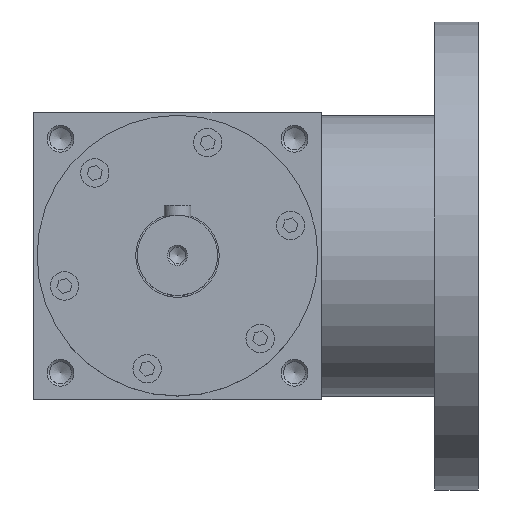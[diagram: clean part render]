
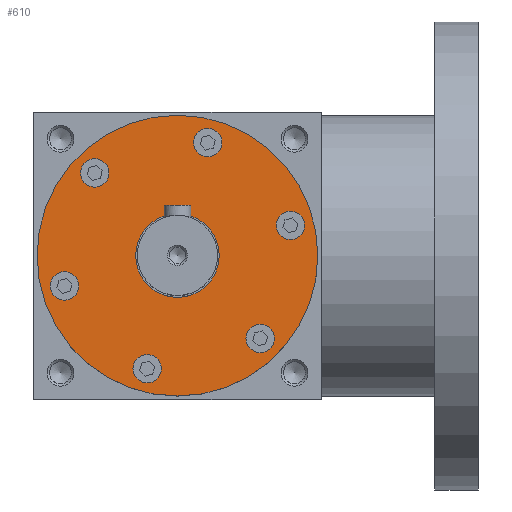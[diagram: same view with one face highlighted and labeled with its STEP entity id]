
A CAD part, top view. The second image highlights one B-rep face of the part: STEP entity #610.
In plain terms, the highlighted face is planar.
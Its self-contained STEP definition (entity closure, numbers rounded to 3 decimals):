
#610 = ADVANCED_FACE( '', ( #1383, #1384, #1385, #1386, #1387, #1388, #1389, #1390 ), #1391, .F. );
#1383 = FACE_OUTER_BOUND( '', #2360, .T. );
#1384 = FACE_BOUND( '', #2361, .T. );
#1385 = FACE_BOUND( '', #2362, .T. );
#1386 = FACE_BOUND( '', #2363, .T. );
#1387 = FACE_BOUND( '', #2364, .T. );
#1388 = FACE_BOUND( '', #2365, .T. );
#1389 = FACE_BOUND( '', #2366, .T. );
#1390 = FACE_BOUND( '', #2367, .T. );
#1391 = PLANE( '', #2368 );
#2360 = EDGE_LOOP( '', ( #3890 ) );
#2361 = EDGE_LOOP( '', ( #3891 ) );
#2362 = EDGE_LOOP( '', ( #3892 ) );
#2363 = EDGE_LOOP( '', ( #3893 ) );
#2364 = EDGE_LOOP( '', ( #3894 ) );
#2365 = EDGE_LOOP( '', ( #3895 ) );
#2366 = EDGE_LOOP( '', ( #3896 ) );
#2367 = EDGE_LOOP( '', ( #3897 ) );
#2368 = AXIS2_PLACEMENT_3D( '', #3898, #3899, #3900 );
#3890 = ORIENTED_EDGE( '', *, *, #5357, .F. );
#3891 = ORIENTED_EDGE( '', *, *, #5358, .T. );
#3892 = ORIENTED_EDGE( '', *, *, #5359, .T. );
#3893 = ORIENTED_EDGE( '', *, *, #5360, .T. );
#3894 = ORIENTED_EDGE( '', *, *, #4857, .T. );
#3895 = ORIENTED_EDGE( '', *, *, #5361, .T. );
#3896 = ORIENTED_EDGE( '', *, *, #4897, .T. );
#3897 = ORIENTED_EDGE( '', *, *, #5187, .T. );
#3898 = CARTESIAN_POINT( '', ( -58., 0., 0. ) );
#3899 = DIRECTION( '', ( 1., 0., 0. ) );
#3900 = DIRECTION( '', ( 0., 0., -1. ) );
#4857 = EDGE_CURVE( '', #5631, #5631, #5632, .T. );
#4897 = EDGE_CURVE( '', #5701, #5701, #5702, .T. );
#5187 = EDGE_CURVE( '', #6175, #6175, #6176, .T. );
#5357 = EDGE_CURVE( '', #6407, #6407, #6408, .T. );
#5358 = EDGE_CURVE( '', #6409, #6409, #6410, .T. );
#5359 = EDGE_CURVE( '', #6411, #6411, #6412, .T. );
#5360 = EDGE_CURVE( '', #6413, #6413, #6414, .T. );
#5361 = EDGE_CURVE( '', #6415, #6415, #6416, .T. );
#5631 = VERTEX_POINT( '', #6744 );
#5632 = CIRCLE( '', #6745, 4.25 );
#5701 = VERTEX_POINT( '', #6824 );
#5702 = CIRCLE( '', #6825, 4.25 );
#6175 = VERTEX_POINT( '', #7451 );
#6176 = CIRCLE( '', #7452, 12.5 );
#6407 = VERTEX_POINT( '', #7733 );
#6408 = CIRCLE( '', #7734, 42. );
#6409 = VERTEX_POINT( '', #7735 );
#6410 = CIRCLE( '', #7736, 4.25 );
#6411 = VERTEX_POINT( '', #7737 );
#6412 = CIRCLE( '', #7738, 4.25 );
#6413 = VERTEX_POINT( '', #7739 );
#6414 = CIRCLE( '', #7740, 4.25 );
#6415 = VERTEX_POINT( '', #7741 );
#6416 = CIRCLE( '', #7742, 4.25 );
#6744 = CARTESIAN_POINT( '', ( -58., -12.739, -31.682 ) );
#6745 = AXIS2_PLACEMENT_3D( '', #8130, #8131, #8132 );
#6824 = CARTESIAN_POINT( '', ( -58., 33.807, 4.809 ) );
#6825 = AXIS2_PLACEMENT_3D( '', #8203, #8204, #8205 );
#7451 = CARTESIAN_POINT( '', ( -58., 0., -12.5 ) );
#7452 = AXIS2_PLACEMENT_3D( '', #8608, #8609, #8610 );
#7733 = CARTESIAN_POINT( '', ( -58., 0., -42. ) );
#7734 = AXIS2_PLACEMENT_3D( '', #8832, #8833, #8834 );
#7735 = CARTESIAN_POINT( '', ( -58., 12.739, 31.682 ) );
#7736 = AXIS2_PLACEMENT_3D( '', #8835, #8836, #8837 );
#7737 = CARTESIAN_POINT( '', ( -58., -21.068, 26.874 ) );
#7738 = AXIS2_PLACEMENT_3D( '', #8838, #8839, #8840 );
#7739 = CARTESIAN_POINT( '', ( -58., -33.807, -4.809 ) );
#7740 = AXIS2_PLACEMENT_3D( '', #8841, #8842, #8843 );
#7741 = CARTESIAN_POINT( '', ( -58., 21.068, -26.874 ) );
#7742 = AXIS2_PLACEMENT_3D( '', #8844, #8845, #8846 );
#8130 = CARTESIAN_POINT( '', ( -58., -9.059, -33.807 ) );
#8131 = DIRECTION( '', ( 1., 0., 0. ) );
#8132 = DIRECTION( '', ( 0., -0.866, 0.5 ) );
#8203 = CARTESIAN_POINT( '', ( -58., 33.807, 9.059 ) );
#8204 = DIRECTION( '', ( 1., 0., 0. ) );
#8205 = DIRECTION( '', ( 0., 0., -1. ) );
#8608 = CARTESIAN_POINT( '', ( -58., 0., 0. ) );
#8609 = DIRECTION( '', ( 1., 0., 0. ) );
#8610 = DIRECTION( '', ( 0., 0., -1. ) );
#8832 = CARTESIAN_POINT( '', ( -58., 0., 0. ) );
#8833 = DIRECTION( '', ( 1., 0., 0. ) );
#8834 = DIRECTION( '', ( 0., 0., -1. ) );
#8835 = CARTESIAN_POINT( '', ( -58., 9.059, 33.807 ) );
#8836 = DIRECTION( '', ( 1., 0., 0. ) );
#8837 = DIRECTION( '', ( 0., 0.866, -0.5 ) );
#8838 = CARTESIAN_POINT( '', ( -58., -24.749, 24.749 ) );
#8839 = DIRECTION( '', ( 1., 0., 0. ) );
#8840 = DIRECTION( '', ( 0., 0.866, 0.5 ) );
#8841 = CARTESIAN_POINT( '', ( -58., -33.807, -9.059 ) );
#8842 = DIRECTION( '', ( 1., 0., 0. ) );
#8843 = DIRECTION( '', ( 0., 0., 1. ) );
#8844 = CARTESIAN_POINT( '', ( -58., 24.749, -24.749 ) );
#8845 = DIRECTION( '', ( 1., 0., 0. ) );
#8846 = DIRECTION( '', ( 0., -0.866, -0.5 ) );
